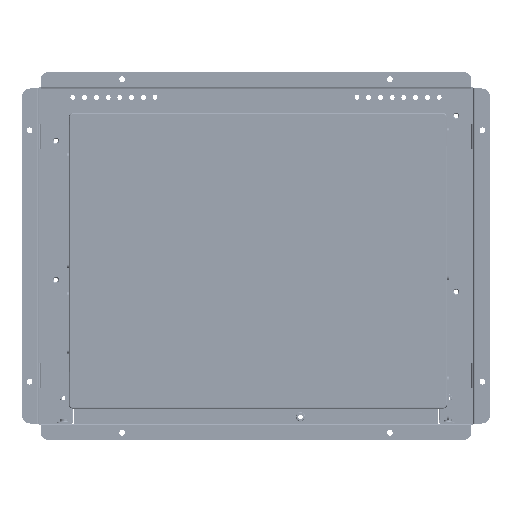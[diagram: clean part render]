
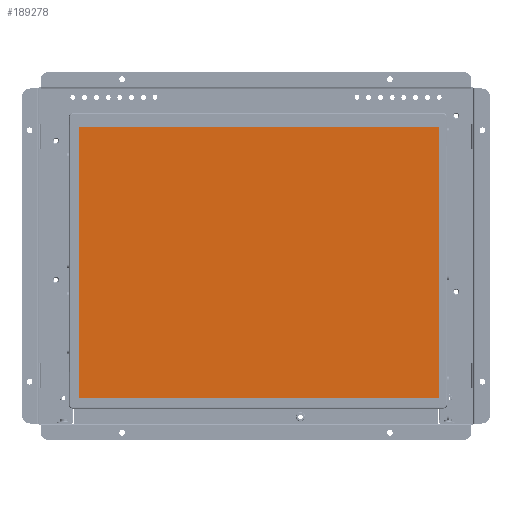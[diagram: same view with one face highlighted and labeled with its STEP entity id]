
A CAD part, top view. The second image highlights one B-rep face of the part: STEP entity #189278.
In plain terms, the highlighted planar face has unit normal (0, 0, 1).
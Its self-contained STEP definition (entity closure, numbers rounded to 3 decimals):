
#7155 = CARTESIAN_POINT ( 'NONE',  ( -106.7, -81.25, 30.1 ) ) ;
#13590 = EDGE_CURVE ( 'NONE', #190029, #473139, #35902, .T. ) ;
#17065 = VERTEX_POINT ( 'NONE', #63652 ) ;
#20629 = VECTOR ( 'NONE', #165456, 1000. ) ;
#21278 = VECTOR ( 'NONE', #59612, 1000. ) ;
#22828 = ORIENTED_EDGE ( 'NONE', *, *, #13590, .T. ) ;
#23860 = VERTEX_POINT ( 'NONE', #188641 ) ;
#35902 = LINE ( 'NONE', #115988, #151787 ) ;
#57095 = LINE ( 'NONE', #132079, #21278 ) ;
#59612 = DIRECTION ( 'NONE',  ( 1., 0., 0. ) ) ;
#63652 = CARTESIAN_POINT ( 'NONE',  ( 110.3, 82.25, 30.1 ) ) ;
#68305 = DIRECTION ( 'NONE',  ( 0., 0., 1. ) ) ;
#78530 = EDGE_CURVE ( 'NONE', #17065, #190029, #444497, .T. ) ;
#78949 = AXIS2_PLACEMENT_3D ( 'NONE', #140753, #68305, #463438 ) ;
#85493 = CARTESIAN_POINT ( 'NONE',  ( 1.8, 82.25, 30.1 ) ) ;
#115988 = CARTESIAN_POINT ( 'NONE',  ( -106.7, 0.5, 30.1 ) ) ;
#132079 = CARTESIAN_POINT ( 'NONE',  ( 1.8, -81.25, 30.1 ) ) ;
#136351 = CARTESIAN_POINT ( 'NONE',  ( 110.3, 0.5, 30.1 ) ) ;
#138170 = PLANE ( 'NONE',  #78949 ) ;
#140753 = CARTESIAN_POINT ( 'NONE',  ( 114.64, 85.52, 30.1 ) ) ;
#150818 = EDGE_CURVE ( 'NONE', #23860, #17065, #490333, .T. ) ;
#151787 = VECTOR ( 'NONE', #234755, 1000. ) ;
#165456 = DIRECTION ( 'NONE',  ( -1., 0., 0. ) ) ;
#179379 = FACE_OUTER_BOUND ( 'NONE', #489950, .T. ) ;
#188641 = CARTESIAN_POINT ( 'NONE',  ( 110.3, -81.25, 30.1 ) ) ;
#189278 = ADVANCED_FACE ( 'NONE', ( #179379 ), #138170, .T. ) ;
#190029 = VERTEX_POINT ( 'NONE', #471848 ) ;
#211757 = ORIENTED_EDGE ( 'NONE', *, *, #78530, .T. ) ;
#219646 = ORIENTED_EDGE ( 'NONE', *, *, #286460, .T. ) ;
#229869 = ORIENTED_EDGE ( 'NONE', *, *, #150818, .T. ) ;
#234755 = DIRECTION ( 'NONE',  ( 0., -1., 0. ) ) ;
#286460 = EDGE_CURVE ( 'NONE', #473139, #23860, #57095, .T. ) ;
#293855 = DIRECTION ( 'NONE',  ( 0., 1., 0. ) ) ;
#400545 = VECTOR ( 'NONE', #293855, 1000. ) ;
#444497 = LINE ( 'NONE', #85493, #20629 ) ;
#463438 = DIRECTION ( 'NONE',  ( -1., 0., 0. ) ) ;
#471848 = CARTESIAN_POINT ( 'NONE',  ( -106.7, 82.25, 30.1 ) ) ;
#473139 = VERTEX_POINT ( 'NONE', #7155 ) ;
#489950 = EDGE_LOOP ( 'NONE', ( #22828, #219646, #229869, #211757 ) ) ;
#490333 = LINE ( 'NONE', #136351, #400545 ) ;
